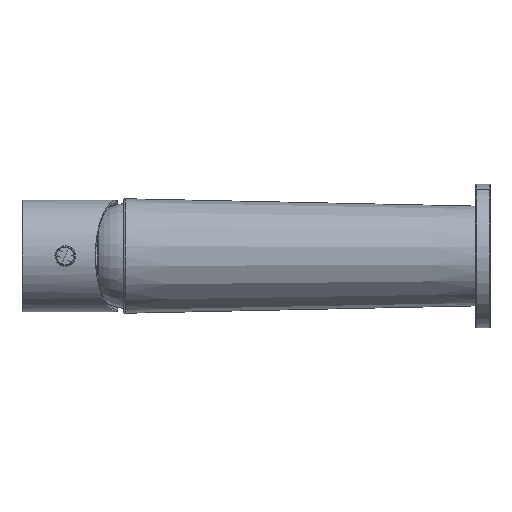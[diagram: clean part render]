
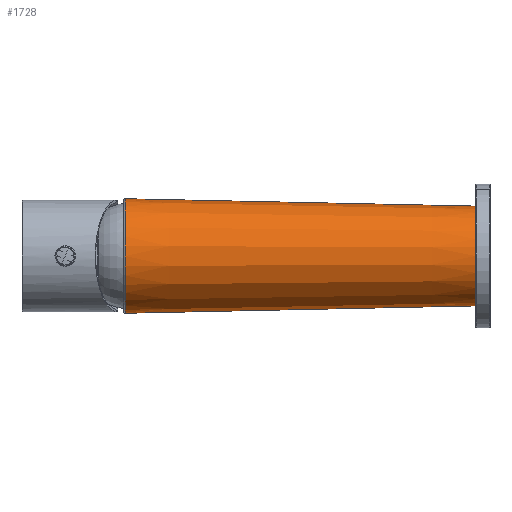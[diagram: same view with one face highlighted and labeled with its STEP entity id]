
A CAD part, left-side view. The second image highlights one B-rep face of the part: STEP entity #1728.
In plain terms, the highlighted conical face has half-angle 1.2 degrees and reference radius 17.15 mm.
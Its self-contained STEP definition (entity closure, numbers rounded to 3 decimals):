
#1728 = ADVANCED_FACE ( 'NONE', ( #41653 ), #51632, .T. ) ;
#1808 = CARTESIAN_POINT ( 'NONE',  ( 0., 109.49, -17.894 ) ) ;
#3789 = ORIENTED_EDGE ( 'NONE', *, *, #20758, .T. ) ;
#4688 = AXIS2_PLACEMENT_3D ( 'NONE', #51032, #8073, #38775 ) ;
#6791 = CARTESIAN_POINT ( 'NONE',  ( 0., 74.01, -17.15 ) ) ;
#8073 = DIRECTION ( 'NONE',  ( 0., 1., 0. ) ) ;
#10568 = DIRECTION ( 'NONE',  ( 0., 1., 0. ) ) ;
#12793 = VECTOR ( 'NONE', #22922, 1000. ) ;
#20758 = EDGE_CURVE ( 'NONE', #57094, #43532, #42455, .T. ) ;
#22922 = DIRECTION ( 'NONE',  ( 0., 1., 0.021 ) ) ;
#25194 = LINE ( 'NONE', #6791, #60281 ) ;
#26227 = EDGE_CURVE ( 'NONE', #80377, #57094, #47470, .T. ) ;
#26612 = VERTEX_POINT ( 'NONE', #48577 ) ;
#27369 = DIRECTION ( 'NONE',  ( 0., 0., 1. ) ) ;
#33712 = DIRECTION ( 'NONE',  ( 0., 0., -1. ) ) ;
#34911 = CARTESIAN_POINT ( 'NONE',  ( 0., 109.49, 0. ) ) ;
#35180 = CARTESIAN_POINT ( 'NONE',  ( 0., 74.01, 17.15 ) ) ;
#36718 = ORIENTED_EDGE ( 'NONE', *, *, #26227, .T. ) ;
#38775 = DIRECTION ( 'NONE',  ( 0., 0., -1. ) ) ;
#41653 = FACE_OUTER_BOUND ( 'NONE', #59580, .T. ) ;
#42455 = CIRCLE ( 'NONE', #51558, 17.894 ) ;
#43532 = VERTEX_POINT ( 'NONE', #1808 ) ;
#47470 = LINE ( 'NONE', #35180, #12793 ) ;
#47740 = CARTESIAN_POINT ( 'NONE',  ( 0., 109.49, 17.894 ) ) ;
#48577 = CARTESIAN_POINT ( 'NONE',  ( 0., 0., -15.6 ) ) ;
#51032 = CARTESIAN_POINT ( 'NONE',  ( 0., 0., 0. ) ) ;
#51558 = AXIS2_PLACEMENT_3D ( 'NONE', #34911, #65207, #33712 ) ;
#51632 = CONICAL_SURFACE ( 'NONE', #62088, 17.15, 0.021 ) ;
#56890 = CIRCLE ( 'NONE', #4688, 15.6 ) ;
#57094 = VERTEX_POINT ( 'NONE', #47740 ) ;
#59580 = EDGE_LOOP ( 'NONE', ( #75973, #63649, #36718, #3789 ) ) ;
#60281 = VECTOR ( 'NONE', #62825, 1000. ) ;
#62088 = AXIS2_PLACEMENT_3D ( 'NONE', #78874, #10568, #27369 ) ;
#62825 = DIRECTION ( 'NONE',  ( 0., 1., -0.021 ) ) ;
#63649 = ORIENTED_EDGE ( 'NONE', *, *, #67873, .T. ) ;
#65207 = DIRECTION ( 'NONE',  ( 0., -1., 0. ) ) ;
#67873 = EDGE_CURVE ( 'NONE', #26612, #80377, #56890, .T. ) ;
#71151 = CARTESIAN_POINT ( 'NONE',  ( 0., 0., 15.6 ) ) ;
#75973 = ORIENTED_EDGE ( 'NONE', *, *, #79128, .F. ) ;
#78874 = CARTESIAN_POINT ( 'NONE',  ( 0., 74.01, 0. ) ) ;
#79128 = EDGE_CURVE ( 'NONE', #26612, #43532, #25194, .T. ) ;
#80377 = VERTEX_POINT ( 'NONE', #71151 ) ;
